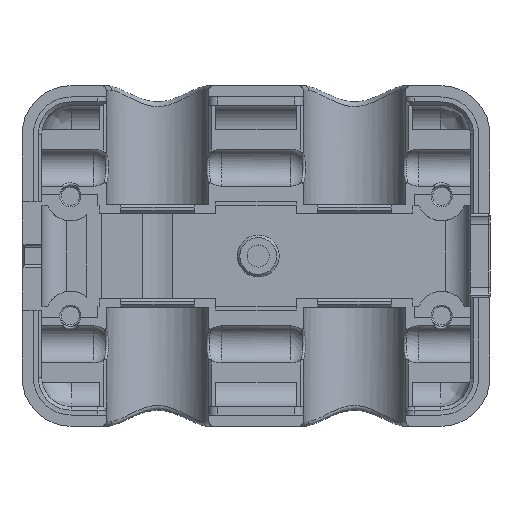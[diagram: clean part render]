
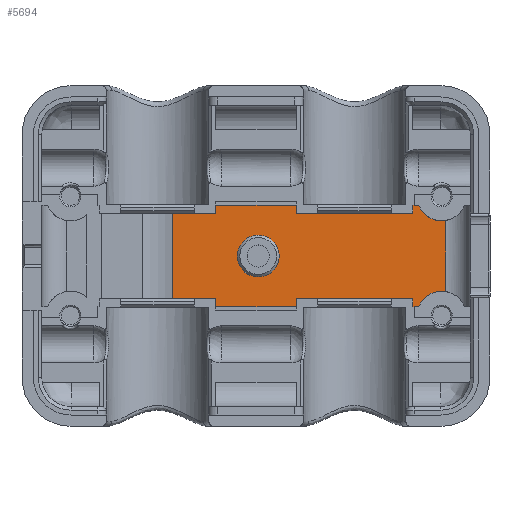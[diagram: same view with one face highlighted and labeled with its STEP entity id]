
A CAD part, top view. The second image highlights one B-rep face of the part: STEP entity #5694.
In plain terms, the highlighted planar face has unit normal (0, 0, 1).
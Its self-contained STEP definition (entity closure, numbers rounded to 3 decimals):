
#251=FACE_BOUND('',#944,.T.);
#264=CIRCLE('',#5926,2.5);
#399=CIRCLE('',#6164,2.5);
#400=CIRCLE('',#6165,2.125);
#623=FACE_OUTER_BOUND('',#943,.T.);
#943=EDGE_LOOP('',(#4480,#4481,#4482,#4483,#4484,#4485,#4486,#4487,#4488,
#4489,#4490,#4491,#4492,#4493,#4494,#4495,#4496,#4497));
#944=EDGE_LOOP('',(#4498));
#1182=LINE('',#8135,#1719);
#1272=LINE('',#8824,#1809);
#1279=LINE('',#8839,#1816);
#1293=LINE('',#8867,#1830);
#1303=LINE('',#8889,#1840);
#1467=LINE('',#10024,#2004);
#1492=LINE('',#11096,#2029);
#1493=LINE('',#11098,#2030);
#1494=LINE('',#11101,#2031);
#1495=LINE('',#11103,#2032);
#1496=LINE('',#11104,#2033);
#1497=LINE('',#11106,#2034);
#1498=LINE('',#11108,#2035);
#1499=LINE('',#11109,#2036);
#1500=LINE('',#11110,#2037);
#1501=LINE('',#11111,#2038);
#1719=VECTOR('',#6508,10.);
#1809=VECTOR('',#6732,10.);
#1816=VECTOR('',#6741,10.);
#1830=VECTOR('',#6761,10.);
#1840=VECTOR('',#6779,10.);
#2004=VECTOR('',#7199,10.);
#2029=VECTOR('',#7322,10.);
#2030=VECTOR('',#7323,10.);
#2031=VECTOR('',#7326,10.);
#2032=VECTOR('',#7327,10.);
#2033=VECTOR('',#7328,10.);
#2034=VECTOR('',#7329,10.);
#2035=VECTOR('',#7330,10.);
#2036=VECTOR('',#7331,10.);
#2037=VECTOR('',#7332,10.);
#2038=VECTOR('',#7333,10.);
#2247=VERTEX_POINT('',#8132);
#2248=VERTEX_POINT('',#8134);
#2278=VERTEX_POINT('',#8211);
#2279=VERTEX_POINT('',#8213);
#2366=VERTEX_POINT('',#8821);
#2367=VERTEX_POINT('',#8823);
#2373=VERTEX_POINT('',#8836);
#2374=VERTEX_POINT('',#8838);
#2383=VERTEX_POINT('',#8860);
#2385=VERTEX_POINT('',#8865);
#2393=VERTEX_POINT('',#8888);
#2631=VERTEX_POINT('',#11094);
#2632=VERTEX_POINT('',#11095);
#2633=VERTEX_POINT('',#11097);
#2634=VERTEX_POINT('',#11099);
#2635=VERTEX_POINT('',#11102);
#2636=VERTEX_POINT('',#11105);
#2637=VERTEX_POINT('',#11107);
#2638=VERTEX_POINT('',#11112);
#2820=EDGE_CURVE('',#2248,#2247,#1182,.T.);
#2854=EDGE_CURVE('',#2279,#2278,#264,.T.);
#2964=EDGE_CURVE('',#2367,#2366,#1272,.T.);
#2971=EDGE_CURVE('',#2374,#2373,#1279,.T.);
#2985=EDGE_CURVE('',#2383,#2385,#1293,.T.);
#2996=EDGE_CURVE('',#2393,#2383,#1303,.T.);
#3256=EDGE_CURVE('',#2366,#2393,#1467,.T.);
#3331=EDGE_CURVE('',#2631,#2632,#1492,.F.);
#3332=EDGE_CURVE('',#2632,#2633,#1493,.T.);
#3333=EDGE_CURVE('',#2633,#2634,#399,.T.);
#3334=EDGE_CURVE('',#2634,#2279,#1494,.T.);
#3335=EDGE_CURVE('',#2278,#2635,#1495,.T.);
#3336=EDGE_CURVE('',#2635,#2248,#1496,.T.);
#3337=EDGE_CURVE('',#2247,#2636,#1497,.T.);
#3338=EDGE_CURVE('',#2636,#2637,#1498,.T.);
#3339=EDGE_CURVE('',#2637,#2367,#1499,.T.);
#3340=EDGE_CURVE('',#2385,#2374,#1500,.T.);
#3341=EDGE_CURVE('',#2631,#2373,#1501,.T.);
#3342=EDGE_CURVE('',#2638,#2638,#400,.T.);
#4480=ORIENTED_EDGE('',*,*,#3331,.T.);
#4481=ORIENTED_EDGE('',*,*,#3332,.T.);
#4482=ORIENTED_EDGE('',*,*,#3333,.T.);
#4483=ORIENTED_EDGE('',*,*,#3334,.T.);
#4484=ORIENTED_EDGE('',*,*,#2854,.T.);
#4485=ORIENTED_EDGE('',*,*,#3335,.T.);
#4486=ORIENTED_EDGE('',*,*,#3336,.T.);
#4487=ORIENTED_EDGE('',*,*,#2820,.T.);
#4488=ORIENTED_EDGE('',*,*,#3337,.T.);
#4489=ORIENTED_EDGE('',*,*,#3338,.T.);
#4490=ORIENTED_EDGE('',*,*,#3339,.T.);
#4491=ORIENTED_EDGE('',*,*,#2964,.T.);
#4492=ORIENTED_EDGE('',*,*,#3256,.T.);
#4493=ORIENTED_EDGE('',*,*,#2996,.T.);
#4494=ORIENTED_EDGE('',*,*,#2985,.T.);
#4495=ORIENTED_EDGE('',*,*,#3340,.T.);
#4496=ORIENTED_EDGE('',*,*,#2971,.T.);
#4497=ORIENTED_EDGE('',*,*,#3341,.F.);
#4498=ORIENTED_EDGE('',*,*,#3342,.T.);
#5467=PLANE('',#6163);
#5694=ADVANCED_FACE('',(#623,#251),#5467,.F.);
#5926=AXIS2_PLACEMENT_3D('',#8214,#6560,#6561);
#6163=AXIS2_PLACEMENT_3D('',#11093,#7320,#7321);
#6164=AXIS2_PLACEMENT_3D('',#11100,#7324,#7325);
#6165=AXIS2_PLACEMENT_3D('',#11113,#7334,#7335);
#6508=DIRECTION('',(-1.,0.,0.));
#6560=DIRECTION('center_axis',(0.,0.,-1.));
#6561=DIRECTION('ref_axis',(1.,0.,0.));
#6732=DIRECTION('',(-1.,0.,0.));
#6741=DIRECTION('',(0.,1.,0.));
#6761=DIRECTION('',(0.,-1.,0.));
#6779=DIRECTION('',(1.,0.,0.));
#7199=DIRECTION('',(0.,-1.,0.));
#7320=DIRECTION('center_axis',(0.,0.,-1.));
#7321=DIRECTION('ref_axis',(-1.,0.,0.));
#7322=DIRECTION('',(0.,1.,0.));
#7323=DIRECTION('',(1.,0.,0.));
#7324=DIRECTION('center_axis',(0.,0.,-1.));
#7325=DIRECTION('ref_axis',(1.,0.,0.));
#7326=DIRECTION('',(0.,1.,0.));
#7327=DIRECTION('',(-1.,0.,0.));
#7328=DIRECTION('',(0.,-1.,0.));
#7329=DIRECTION('',(0.,1.,0.));
#7330=DIRECTION('',(-1.,0.,0.));
#7331=DIRECTION('',(0.,-1.,0.));
#7332=DIRECTION('',(1.,0.,0.));
#7333=DIRECTION('',(-1.,0.,0.));
#7334=DIRECTION('center_axis',(0.,0.,-1.));
#7335=DIRECTION('ref_axis',(1.,0.,0.));
#8132=CARTESIAN_POINT('',(14.104,12.85,-5.));
#8134=CARTESIAN_POINT('',(25.996,12.85,-5.));
#8135=CARTESIAN_POINT('',(12.065,12.85,-5.));
#8211=CARTESIAN_POINT('',(26.6,13.653,-5.));
#8213=CARTESIAN_POINT('',(29.35,12.114,-5.));
#8214=CARTESIAN_POINT('Origin',(28.923,14.578,-5.));
#8821=CARTESIAN_POINT('',(1.517,12.85,-5.));
#8823=CARTESIAN_POINT('',(5.946,12.85,-5.));
#8824=CARTESIAN_POINT('',(1.388,12.85,-5.));
#8836=CARTESIAN_POINT('',(14.104,4.15,-5.));
#8838=CARTESIAN_POINT('',(14.104,3.347,-5.));
#8839=CARTESIAN_POINT('',(14.104,-0.172,-5.));
#8860=CARTESIAN_POINT('',(5.946,4.15,-5.));
#8865=CARTESIAN_POINT('',(5.946,3.347,-5.));
#8867=CARTESIAN_POINT('',(5.946,6.325,-5.));
#8888=CARTESIAN_POINT('',(1.517,4.15,-5.));
#8889=CARTESIAN_POINT('',(2.04,4.15,-5.));
#10024=CARTESIAN_POINT('',(1.517,-8.844,-5.));
#11093=CARTESIAN_POINT('Origin',(10.025,8.5,-5.));
#11094=CARTESIAN_POINT('',(25.996,4.15,-5.));
#11095=CARTESIAN_POINT('',(25.996,3.347,-5.));
#11096=CARTESIAN_POINT('',(25.996,7.25,-5.));
#11097=CARTESIAN_POINT('',(26.6,3.347,-5.));
#11098=CARTESIAN_POINT('',(-0.887,3.347,-5.));
#11099=CARTESIAN_POINT('',(29.35,4.886,-5.));
#11100=CARTESIAN_POINT('Origin',(28.923,2.422,-5.));
#11101=CARTESIAN_POINT('',(29.35,-0.172,-5.));
#11102=CARTESIAN_POINT('',(25.996,13.653,-5.));
#11103=CARTESIAN_POINT('',(-0.887,13.653,-5.));
#11104=CARTESIAN_POINT('',(25.996,10.675,-5.));
#11105=CARTESIAN_POINT('',(14.104,13.653,-5.));
#11106=CARTESIAN_POINT('',(14.104,17.172,-5.));
#11107=CARTESIAN_POINT('',(5.946,13.653,-5.));
#11108=CARTESIAN_POINT('',(-0.887,13.653,-5.));
#11109=CARTESIAN_POINT('',(5.946,10.675,-5.));
#11110=CARTESIAN_POINT('',(-0.887,3.347,-5.));
#11111=CARTESIAN_POINT('',(17.699,4.15,-5.));
#11112=CARTESIAN_POINT('',(8.128,8.5,-5.));
#11113=CARTESIAN_POINT('Origin',(10.253,8.5,-5.));
